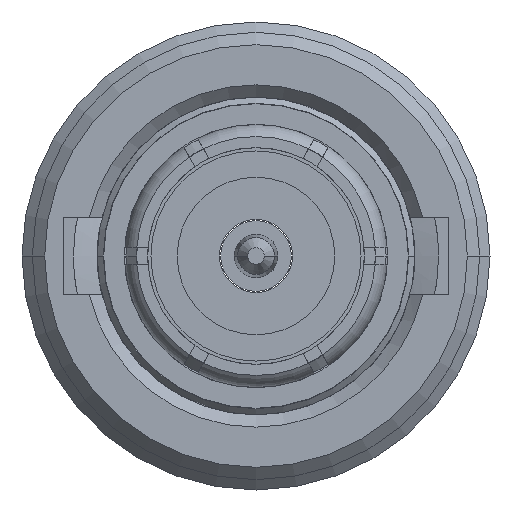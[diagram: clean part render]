
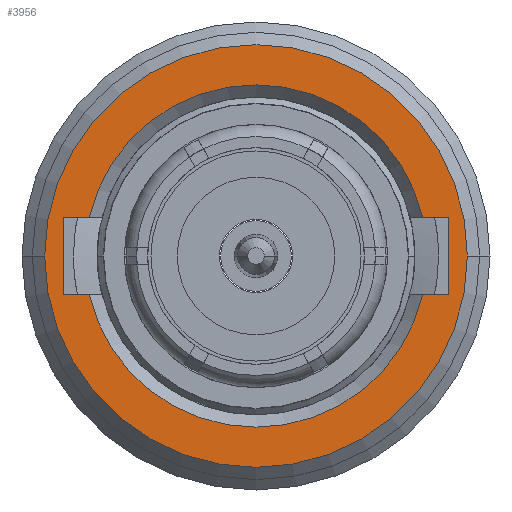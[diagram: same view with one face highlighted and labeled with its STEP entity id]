
A CAD part, left-side view. The second image highlights one B-rep face of the part: STEP entity #3956.
In plain terms, the highlighted planar face has unit normal (-1, 0, 0).
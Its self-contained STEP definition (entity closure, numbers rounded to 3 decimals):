
#3057=DIRECTION('',(0.,-1.,0.));
#3058=VECTOR('',#3057,0.784);
#3059=CARTESIAN_POINT('',(-0.914,-5.16,-1.194));
#3060=LINE('',#3059,#3058);
#3061=DIRECTION('',(0.,0.,1.));
#3062=VECTOR('',#3061,2.388);
#3063=CARTESIAN_POINT('',(-0.914,-5.944,-1.194));
#3064=LINE('',#3063,#3062);
#3065=DIRECTION('',(0.,1.,0.));
#3066=VECTOR('',#3065,0.784);
#3067=CARTESIAN_POINT('',(-0.914,-5.944,1.194));
#3068=LINE('',#3067,#3066);
#3069=DIRECTION('',(0.,1.,0.));
#3070=VECTOR('',#3069,0.784);
#3071=CARTESIAN_POINT('',(-0.914,5.16,1.194));
#3072=LINE('',#3071,#3070);
#3073=DIRECTION('',(0.,0.,-1.));
#3074=VECTOR('',#3073,2.388);
#3075=CARTESIAN_POINT('',(-0.914,5.944,1.194));
#3076=LINE('',#3075,#3074);
#3077=DIRECTION('',(0.,-1.,0.));
#3078=VECTOR('',#3077,0.784);
#3079=CARTESIAN_POINT('',(-0.914,5.944,-1.194));
#3080=LINE('',#3079,#3078);
#3081=CARTESIAN_POINT('',(-0.914,0.,0.));
#3082=DIRECTION('',(-1.,0.,0.));
#3083=DIRECTION('',(0.,1.,0.));
#3084=AXIS2_PLACEMENT_3D('',#3081,#3082,#3083);
#3099=CARTESIAN_POINT('',(-0.914,0.,0.));
#3100=DIRECTION('',(-1.,0.,0.));
#3101=DIRECTION('',(0.,-1.,0.));
#3102=AXIS2_PLACEMENT_3D('',#3099,#3100,#3101);
#3224=CARTESIAN_POINT('',(-0.914,0.,0.));
#3225=DIRECTION('',(1.,0.,0.));
#3226=DIRECTION('',(0.,-0.974,-0.225));
#3227=AXIS2_PLACEMENT_3D('',#3224,#3225,#3226);
#3239=CARTESIAN_POINT('',(-0.914,0.,0.));
#3240=DIRECTION('',(1.,0.,0.));
#3241=DIRECTION('',(0.,0.974,0.225));
#3242=AXIS2_PLACEMENT_3D('',#3239,#3240,#3241);
#3837=CARTESIAN_POINT('',(-0.914,5.16,1.194));
#3838=CARTESIAN_POINT('',(-0.914,5.944,1.194));
#3839=VERTEX_POINT('',#3837);
#3840=VERTEX_POINT('',#3838);
#3841=CARTESIAN_POINT('',(-0.914,5.944,-1.194));
#3842=VERTEX_POINT('',#3841);
#3843=CARTESIAN_POINT('',(-0.914,5.16,-1.194));
#3844=VERTEX_POINT('',#3843);
#3851=CARTESIAN_POINT('',(-0.914,-5.16,-1.194));
#3852=CARTESIAN_POINT('',(-0.914,-5.944,-1.194));
#3853=VERTEX_POINT('',#3851);
#3854=VERTEX_POINT('',#3852);
#3855=CARTESIAN_POINT('',(-0.914,-5.944,1.194));
#3856=VERTEX_POINT('',#3855);
#3857=CARTESIAN_POINT('',(-0.914,-5.16,1.194));
#3858=VERTEX_POINT('',#3857);
#3919=CARTESIAN_POINT('',(-0.914,-6.539,0.));
#3920=CARTESIAN_POINT('',(-0.914,6.539,0.));
#3921=VERTEX_POINT('',#3919);
#3922=VERTEX_POINT('',#3920);
#3927=CARTESIAN_POINT('',(-0.914,0.,0.));
#3928=DIRECTION('',(1.,0.,0.));
#3929=DIRECTION('',(0.,0.,1.));
#3930=AXIS2_PLACEMENT_3D('',#3927,#3928,#3929);
#3931=PLANE('',#3930);
#3933=ORIENTED_EDGE('',*,*,#3932,.F.);
#3935=ORIENTED_EDGE('',*,*,#3934,.F.);
#3936=EDGE_LOOP('',(#3933,#3935));
#3937=FACE_OUTER_BOUND('',#3936,.F.);
#3939=ORIENTED_EDGE('',*,*,#3938,.T.);
#3941=ORIENTED_EDGE('',*,*,#3940,.T.);
#3943=ORIENTED_EDGE('',*,*,#3942,.T.);
#3945=ORIENTED_EDGE('',*,*,#3944,.F.);
#3947=ORIENTED_EDGE('',*,*,#3946,.T.);
#3949=ORIENTED_EDGE('',*,*,#3948,.T.);
#3951=ORIENTED_EDGE('',*,*,#3950,.T.);
#3953=ORIENTED_EDGE('',*,*,#3952,.F.);
#3954=EDGE_LOOP('',(#3939,#3941,#3943,#3945,#3947,#3949,#3951,#3953));
#3955=FACE_BOUND('',#3954,.F.);
#3085=CIRCLE('',#3084,6.539);
#3103=CIRCLE('',#3102,6.539);
#3228=CIRCLE('',#3227,5.296);
#3243=CIRCLE('',#3242,5.296);
#3932=EDGE_CURVE('',#3922,#3921,#3085,.T.);
#3934=EDGE_CURVE('',#3921,#3922,#3103,.T.);
#3938=EDGE_CURVE('',#3853,#3854,#3060,.T.);
#3940=EDGE_CURVE('',#3854,#3856,#3064,.T.);
#3942=EDGE_CURVE('',#3856,#3858,#3068,.T.);
#3944=EDGE_CURVE('',#3839,#3858,#3243,.T.);
#3946=EDGE_CURVE('',#3839,#3840,#3072,.T.);
#3948=EDGE_CURVE('',#3840,#3842,#3076,.T.);
#3950=EDGE_CURVE('',#3842,#3844,#3080,.T.);
#3952=EDGE_CURVE('',#3853,#3844,#3228,.T.);
#3956=ADVANCED_FACE('',(#3937,#3955),#3931,.F.);
